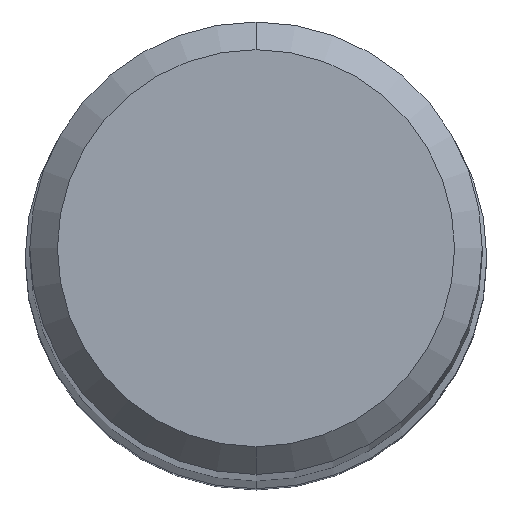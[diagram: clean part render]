
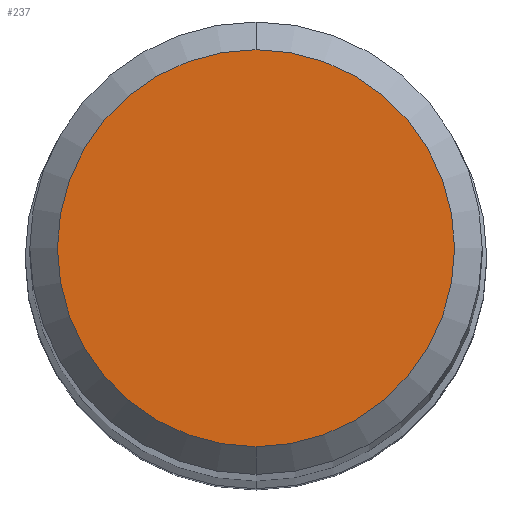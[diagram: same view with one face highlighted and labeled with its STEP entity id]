
A CAD part, top view. The second image highlights one B-rep face of the part: STEP entity #237.
In plain terms, the highlighted planar face has unit normal (0, 0, 1).
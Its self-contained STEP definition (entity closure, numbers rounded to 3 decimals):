
#219=VERTEX_POINT('',#607);
#237=ADVANCED_FACE('',(#627),#628,.T.);
#337=VERTEX_POINT('',#742);
#453=EDGE_CURVE('',#219,#337,#872,.T.);
#499=EDGE_CURVE('',#337,#219,#922,.T.);
#607=CARTESIAN_POINT('',(0.0,2.15,0.0));
#627=FACE_OUTER_BOUND('',#1059,.T.);
#628=PLANE('',#1060);
#742=CARTESIAN_POINT('',(0.,-2.15,0.0));
#872=CIRCLE('',#1481,2.15);
#922=CIRCLE('',#1591,2.15);
#1059=EDGE_LOOP('',(#1809,#1810));
#1060=AXIS2_PLACEMENT_3D('',#1811,#1812,#1813);
#1481=AXIS2_PLACEMENT_3D('',#2110,#2111,#2112);
#1591=AXIS2_PLACEMENT_3D('',#2164,#2165,#2166);
#1809=ORIENTED_EDGE('',*,*,#453,.F.);
#1810=ORIENTED_EDGE('',*,*,#499,.F.);
#1811=CARTESIAN_POINT('',(0.0,1.075,0.0));
#1812=DIRECTION('',(-0.0,0.0,1.0));
#1813=DIRECTION('',(0.0,-1.0,0.0));
#2110=CARTESIAN_POINT('',(0.0,0.0,0.0));
#2111=DIRECTION('',(0.0,0.0,-1.0));
#2112=DIRECTION('',(0.0,1.0,0.0));
#2164=CARTESIAN_POINT('',(0.0,0.0,0.0));
#2165=DIRECTION('',(0.0,0.0,-1.0));
#2166=DIRECTION('',(0.0,1.0,0.0));
